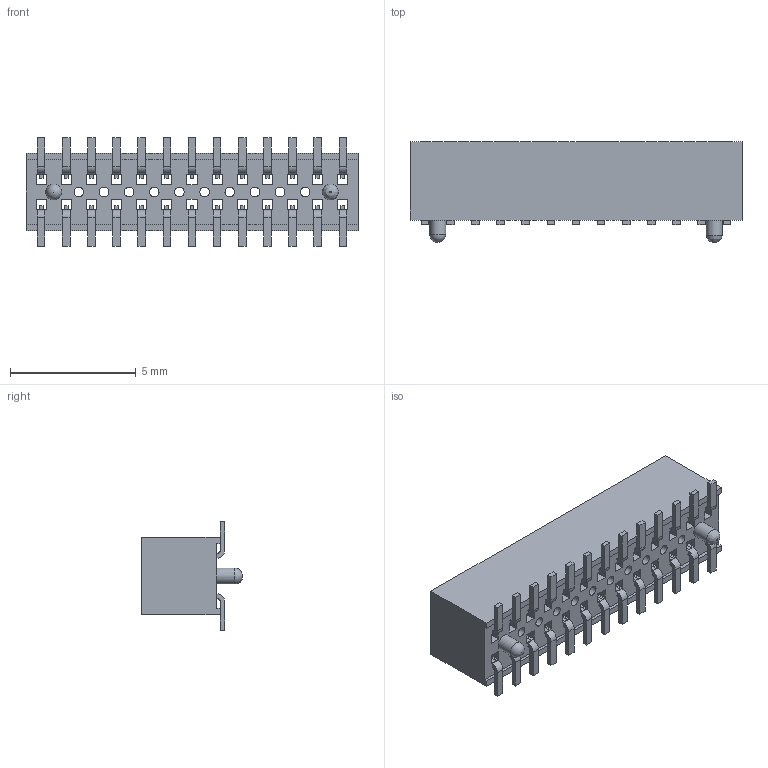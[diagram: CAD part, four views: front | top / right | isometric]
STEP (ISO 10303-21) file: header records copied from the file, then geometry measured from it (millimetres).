
FILE_DESCRIPTION( ( 'STEP AP214' ), '1' );
FILE_NAME( 'MLE-113-01-G-DV-A.stp', '2019-04-08T05:23:16', ( '' ), ( '' ), ' ', 'PARTsolutions', ' ' );
FILE_SCHEMA( ( 'AUTOMOTIVE_DESIGN { 1 0 10303 214 1 1 1 1 }' ) );
Length unit declared in the file: inch
Products named in the file (3): MLE-113-01-G-DV-A; _MLE-113-01-DV-A_socket; _C-99-01-13
Assembly tree (2 placements, depth 2):
  MLE-113-01-G-DV-A
    _MLE-113-01-DV-A_socket
    _C-99-01-13
Bounding box: 13.2 x 4.01 x 4.32 mm (x, y, z)
Volume: 134.1 mm3; surface area: 582 mm2
Topology: 2 solids, 2 shells, 671 faces, 1963 edges, 1299 vertices
Faces by surface type: plane 591, cylinder 78, sphere 1, bspline 1
Full cylindrical faces by diameter (mm): 0.381 x12, 0.508 x12, 0.635 x2
Entity records: 27253 total; most frequent: CARTESIAN_POINT 3884, ORIENTED_EDGE 3818, DIRECTION 3412, EDGE_CURVE 1909, LINE 1752, VECTOR 1752, VERTEX_POINT 1274, EDGE_LOOP 850
